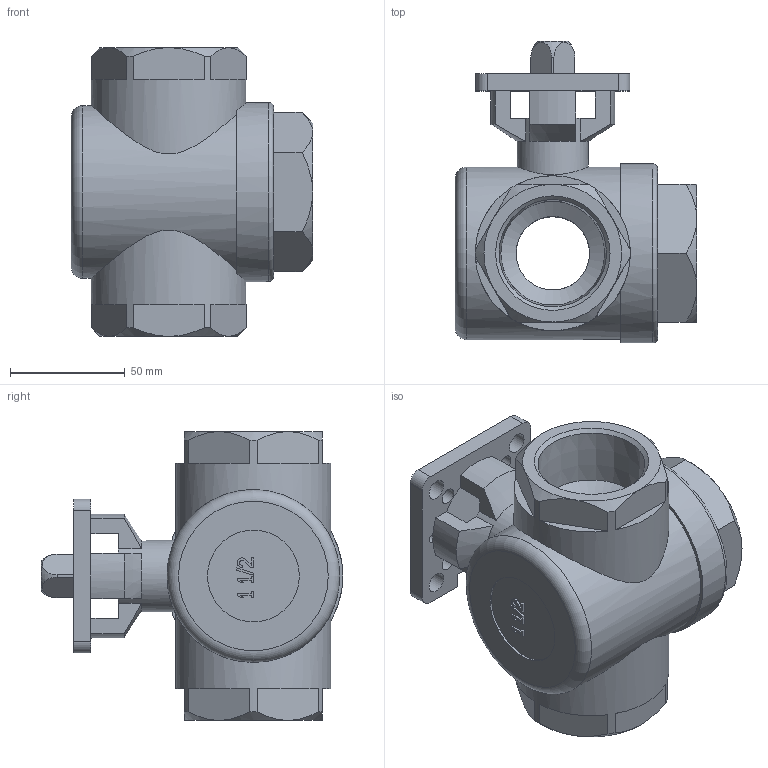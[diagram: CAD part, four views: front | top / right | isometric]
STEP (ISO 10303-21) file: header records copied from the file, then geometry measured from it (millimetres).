
FILE_DESCRIPTION(/* description */ ('STEP AP214'),/* implementation_level */ '2;1');
FILE_NAME(/* name */ '4834302_VZBE-11_2-T-63-F-3T-F0507-V15V15',/* time_stamp */ '2024-09-18T01:37:58+02:00',/* author */ ('License CC BY-ND 4.0'),/* organization */ ('CADENAS'),/* preprocessor_version */ 'ST-DEVELOPER v19.3',/* originating_system */ 'PARTsolutions',/* authorisation */ ' ');
FILE_SCHEMA (('AUTOMOTIVE_DESIGN {1 0 10303 214 3 1 1}'));
Length unit declared in the file: millimetre
Products named in the file (1): 4834302 VZBE-11/2-T-63-F-3T-F0507-V15V15
Bounding box: 105.2 x 131.45 x 125.8 mm (x, y, z)
Volume: 485269.4 mm3; surface area: 79805 mm2
Topology: 1 solids, 1 shells, 180 faces, 499 edges, 321 vertices
Faces by surface type: plane 113, cylinder 32, cone 32, torus 3
Full cylindrical faces by diameter (mm): 4.134 x1, 7 x4, 9 x4, 31 x1, 32 x2, 40 x1, 42 x1, 67.5 x2, 75.2 x1, 78 x1
Entity records: 5854 total; most frequent: CARTESIAN_POINT 1346, ORIENTED_EDGE 918, DIRECTION 903, EDGE_CURVE 459, AXIS2_PLACEMENT_3D 322, VERTEX_POINT 312, LINE 259, VECTOR 259
